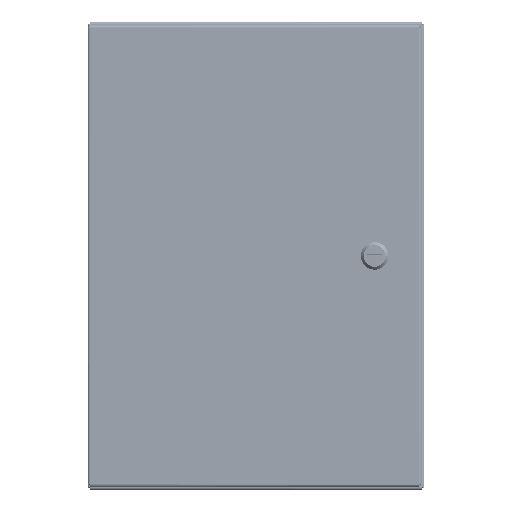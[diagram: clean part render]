
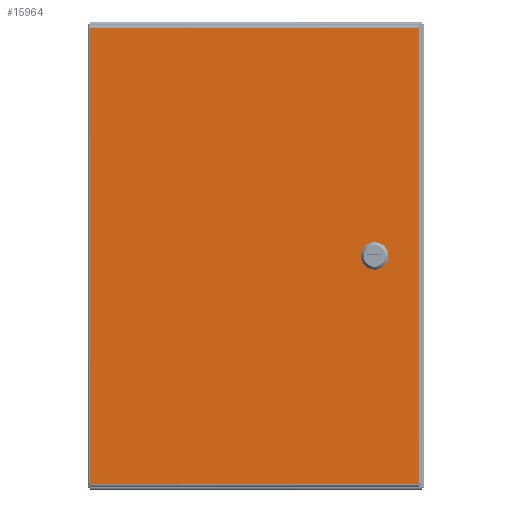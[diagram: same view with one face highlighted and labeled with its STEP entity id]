
A CAD part, top view. The second image highlights one B-rep face of the part: STEP entity #15964.
In plain terms, the highlighted planar face has unit normal (0, 0, 1).
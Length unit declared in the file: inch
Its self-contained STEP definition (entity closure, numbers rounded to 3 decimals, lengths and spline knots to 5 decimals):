
#868=PLANE('',#17229);
#1658=LINE('',#30735,#2834);
#1666=LINE('',#30821,#2842);
#1681=LINE('',#30921,#2857);
#1696=LINE('',#31020,#2872);
#1709=LINE('',#31111,#2885);
#1710=LINE('',#31115,#2886);
#1711=LINE('',#31119,#2887);
#1712=LINE('',#31122,#2888);
#2834=VECTOR('',#20107,18.2895);
#2842=VECTOR('',#20123,13.1645);
#2857=VECTOR('',#20152,13.1645);
#2872=VECTOR('',#20181,18.2895);
#2885=VECTOR('',#20210,0.42712);
#2886=VECTOR('',#20213,0.42712);
#2887=VECTOR('',#20216,0.42712);
#2888=VECTOR('',#20219,0.42712);
#3688=FACE_BOUND('',#5422,.T.);
#4259=FACE_OUTER_BOUND('',#5421,.T.);
#5421=EDGE_LOOP('',(#12253,#12254,#12255,#12256));
#5422=EDGE_LOOP('',(#12257,#12258,#12259,#12260,#12261,#12262,#12263,#12264));
#6260=CIRCLE('',#17230,0.453);
#6261=CIRCLE('',#17231,0.453);
#6262=CIRCLE('',#17232,0.453);
#6263=CIRCLE('',#17233,0.453);
#7279=VERTEX_POINT('',#30726);
#7280=VERTEX_POINT('',#30734);
#7286=VERTEX_POINT('',#30813);
#7296=VERTEX_POINT('',#30920);
#7312=VERTEX_POINT('',#31107);
#7313=VERTEX_POINT('',#31108);
#7314=VERTEX_POINT('',#31110);
#7315=VERTEX_POINT('',#31112);
#7316=VERTEX_POINT('',#31114);
#7317=VERTEX_POINT('',#31116);
#7318=VERTEX_POINT('',#31118);
#7319=VERTEX_POINT('',#31120);
#9003=EDGE_CURVE('',#7280,#7279,#1658,.T.);
#9015=EDGE_CURVE('',#7279,#7286,#1666,.T.);
#9034=EDGE_CURVE('',#7296,#7280,#1681,.T.);
#9053=EDGE_CURVE('',#7286,#7296,#1696,.T.);
#9069=EDGE_CURVE('',#7312,#7313,#6260,.T.);
#9070=EDGE_CURVE('',#7313,#7314,#1709,.T.);
#9071=EDGE_CURVE('',#7314,#7315,#6261,.T.);
#9072=EDGE_CURVE('',#7315,#7316,#1710,.T.);
#9073=EDGE_CURVE('',#7316,#7317,#6262,.T.);
#9074=EDGE_CURVE('',#7317,#7318,#1711,.T.);
#9075=EDGE_CURVE('',#7318,#7319,#6263,.T.);
#9076=EDGE_CURVE('',#7319,#7312,#1712,.T.);
#12253=ORIENTED_EDGE('',*,*,#9003,.T.);
#12254=ORIENTED_EDGE('',*,*,#9015,.T.);
#12255=ORIENTED_EDGE('',*,*,#9053,.T.);
#12256=ORIENTED_EDGE('',*,*,#9034,.T.);
#12257=ORIENTED_EDGE('',*,*,#9069,.T.);
#12258=ORIENTED_EDGE('',*,*,#9070,.T.);
#12259=ORIENTED_EDGE('',*,*,#9071,.T.);
#12260=ORIENTED_EDGE('',*,*,#9072,.T.);
#12261=ORIENTED_EDGE('',*,*,#9073,.T.);
#12262=ORIENTED_EDGE('',*,*,#9074,.T.);
#12263=ORIENTED_EDGE('',*,*,#9075,.T.);
#12264=ORIENTED_EDGE('',*,*,#9076,.T.);
#15964=ADVANCED_FACE('',(#4259,#3688),#868,.T.);
#17229=AXIS2_PLACEMENT_3D('',#31106,#20206,#20207);
#17230=AXIS2_PLACEMENT_3D('',#31109,#20208,#20209);
#17231=AXIS2_PLACEMENT_3D('',#31113,#20211,#20212);
#17232=AXIS2_PLACEMENT_3D('',#31117,#20214,#20215);
#17233=AXIS2_PLACEMENT_3D('',#31121,#20217,#20218);
#20107=DIRECTION('',(0.,-1.,0.));
#20123=DIRECTION('',(1.,0.,0.));
#20152=DIRECTION('',(-1.,0.,0.));
#20181=DIRECTION('',(0.,1.,0.));
#20206=DIRECTION('center_axis',(0.,0.,1.));
#20207=DIRECTION('ref_axis',(1.,0.,0.));
#20208=DIRECTION('center_axis',(0.,0.,-1.));
#20209=DIRECTION('ref_axis',(0.882,0.471,0.));
#20210=DIRECTION('',(0.,-1.,0.));
#20211=DIRECTION('center_axis',(0.,0.,-1.));
#20212=DIRECTION('ref_axis',(0.471,-0.882,0.));
#20213=DIRECTION('',(-1.,0.,0.));
#20214=DIRECTION('center_axis',(0.,0.,-1.));
#20215=DIRECTION('ref_axis',(-0.882,-0.471,0.));
#20216=DIRECTION('',(0.,1.,0.));
#20217=DIRECTION('center_axis',(0.,0.,-1.));
#20218=DIRECTION('ref_axis',(-0.471,0.882,0.));
#20219=DIRECTION('',(1.,0.,0.));
#30726=CARTESIAN_POINT('',(0.10525,-18.39475,0.074));
#30734=CARTESIAN_POINT('',(0.10525,-0.10525,0.074));
#30735=CARTESIAN_POINT('',(0.10525,-4.67763,0.074));
#30813=CARTESIAN_POINT('',(13.26975,-18.39475,0.074));
#30821=CARTESIAN_POINT('',(3.39638,-18.39475,0.074));
#30920=CARTESIAN_POINT('',(13.26975,-0.10525,0.074));
#30921=CARTESIAN_POINT('',(9.97863,-0.10525,0.074));
#31020=CARTESIAN_POINT('',(13.26975,-13.82238,0.074));
#31106=CARTESIAN_POINT('Origin',(6.6875,-9.25,0.074));
#31107=CARTESIAN_POINT('',(11.71362,-8.8505,0.074));
#31108=CARTESIAN_POINT('',(11.8995,-9.03644,0.074));
#31109=CARTESIAN_POINT('Origin',(11.49998,-9.24995,0.074));
#31110=CARTESIAN_POINT('',(11.8995,-9.46356,0.074));
#31111=CARTESIAN_POINT('',(11.8995,-9.35678,0.074));
#31112=CARTESIAN_POINT('',(11.71356,-9.6495,0.074));
#31113=CARTESIAN_POINT('Origin',(11.5,-9.25,0.074));
#31114=CARTESIAN_POINT('',(11.28644,-9.6495,0.074));
#31115=CARTESIAN_POINT('',(8.98697,-9.6495,0.074));
#31116=CARTESIAN_POINT('',(11.1005,-9.46356,0.074));
#31117=CARTESIAN_POINT('Origin',(11.5,-9.25,0.074));
#31118=CARTESIAN_POINT('',(11.1005,-9.03644,0.074));
#31119=CARTESIAN_POINT('',(11.1005,-9.14322,0.074));
#31120=CARTESIAN_POINT('',(11.2865,-8.8505,0.074));
#31121=CARTESIAN_POINT('Origin',(11.49998,-9.25005,0.074));
#31122=CARTESIAN_POINT('',(9.20056,-8.8505,0.074));
